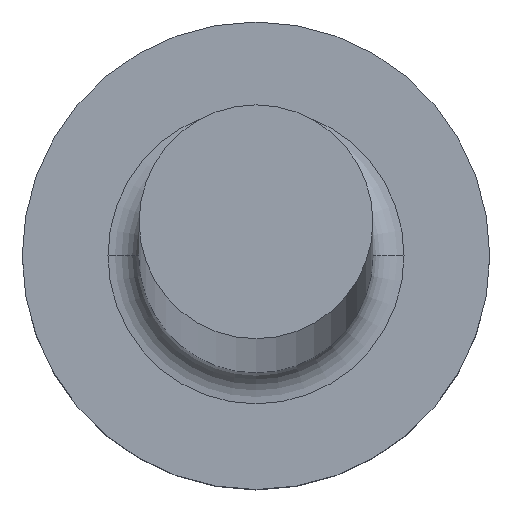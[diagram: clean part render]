
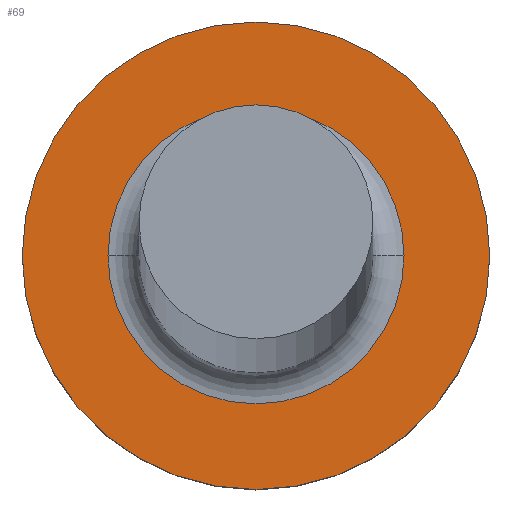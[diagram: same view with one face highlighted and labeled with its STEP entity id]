
A CAD part, top view. The second image highlights one B-rep face of the part: STEP entity #69.
In plain terms, the highlighted planar face has unit normal (0, 0, 1).
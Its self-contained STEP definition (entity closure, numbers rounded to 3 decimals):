
#15 = FACE_OUTER_BOUND ( 'NONE', #143, .T. ) ;
#37 = CARTESIAN_POINT ( 'NONE',  ( 0., 0., 1.5 ) ) ;
#45 = DIRECTION ( 'NONE',  ( 1., 0., 0. ) ) ;
#52 = AXIS2_PLACEMENT_3D ( 'NONE', #207, #92, #160 ) ;
#54 = ORIENTED_EDGE ( 'NONE', *, *, #149, .T. ) ;
#60 = VERTEX_POINT ( 'NONE', #248 ) ;
#61 = DIRECTION ( 'NONE',  ( 0., 0., 1. ) ) ;
#63 = DIRECTION ( 'NONE',  ( 1., 0., 0. ) ) ;
#69 = ADVANCED_FACE ( 'NONE', ( #200, #15 ), #293, .T. ) ;
#76 = EDGE_CURVE ( 'NONE', #60, #109, #138, .T. ) ;
#90 = CARTESIAN_POINT ( 'NONE',  ( 1.5, 0., 1.5 ) ) ;
#92 = DIRECTION ( 'NONE',  ( 0., 0., -1. ) ) ;
#93 = DIRECTION ( 'NONE',  ( 0., 0., 1. ) ) ;
#98 = CIRCLE ( 'NONE', #230, 1.5 ) ;
#103 = EDGE_CURVE ( 'NONE', #269, #302, #241, .T. ) ;
#109 = VERTEX_POINT ( 'NONE', #184 ) ;
#113 = ORIENTED_EDGE ( 'NONE', *, *, #76, .T. ) ;
#114 = AXIS2_PLACEMENT_3D ( 'NONE', #305, #61, #45 ) ;
#115 = DIRECTION ( 'NONE',  ( 0., 0., -1. ) ) ;
#133 = EDGE_LOOP ( 'NONE', ( #250, #113 ) ) ;
#134 = DIRECTION ( 'NONE',  ( 0., 0., 1. ) ) ;
#135 = CARTESIAN_POINT ( 'NONE',  ( -1.5, 0., 1.5 ) ) ;
#138 = CIRCLE ( 'NONE', #52, 0.95 ) ;
#143 = EDGE_LOOP ( 'NONE', ( #203, #54 ) ) ;
#145 = CARTESIAN_POINT ( 'NONE',  ( 0., 0., 1.5 ) ) ;
#149 = EDGE_CURVE ( 'NONE', #302, #269, #98, .T. ) ;
#152 = CIRCLE ( 'NONE', #176, 0.95 ) ;
#160 = DIRECTION ( 'NONE',  ( 1., 0., 0. ) ) ;
#175 = CARTESIAN_POINT ( 'NONE',  ( 0., 0., 1.5 ) ) ;
#176 = AXIS2_PLACEMENT_3D ( 'NONE', #37, #115, #63 ) ;
#184 = CARTESIAN_POINT ( 'NONE',  ( 0.95, 0., 1.5 ) ) ;
#189 = AXIS2_PLACEMENT_3D ( 'NONE', #175, #134, #223 ) ;
#200 = FACE_BOUND ( 'NONE', #133, .T. ) ;
#202 = DIRECTION ( 'NONE',  ( 1., 0., 0. ) ) ;
#203 = ORIENTED_EDGE ( 'NONE', *, *, #103, .T. ) ;
#207 = CARTESIAN_POINT ( 'NONE',  ( 0., 0., 1.5 ) ) ;
#223 = DIRECTION ( 'NONE',  ( 1., 0., 0. ) ) ;
#230 = AXIS2_PLACEMENT_3D ( 'NONE', #145, #93, #202 ) ;
#241 = CIRCLE ( 'NONE', #114, 1.5 ) ;
#248 = CARTESIAN_POINT ( 'NONE',  ( -0.95, 0., 1.5 ) ) ;
#250 = ORIENTED_EDGE ( 'NONE', *, *, #275, .T. ) ;
#269 = VERTEX_POINT ( 'NONE', #135 ) ;
#275 = EDGE_CURVE ( 'NONE', #109, #60, #152, .T. ) ;
#293 = PLANE ( 'NONE',  #189 ) ;
#302 = VERTEX_POINT ( 'NONE', #90 ) ;
#305 = CARTESIAN_POINT ( 'NONE',  ( 0., 0., 1.5 ) ) ;
